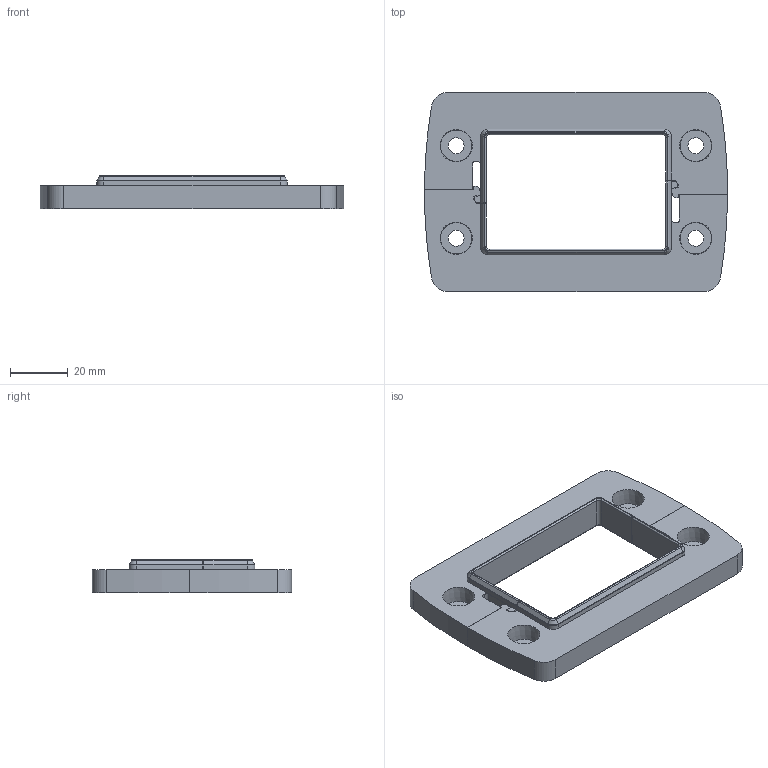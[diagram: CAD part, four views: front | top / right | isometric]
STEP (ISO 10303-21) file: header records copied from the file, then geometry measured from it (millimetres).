
FILE_DESCRIPTION(/* description */ (''),/* implementation_level */ '2;1');
FILE_NAME(/* name */ '28501_4_KDS-IVR_6-10.stp',/* time_stamp */ '2022-11-29T12:36:30+01:00',/* author */ (''),/* organization */ (''),/* preprocessor_version */ 'ST-DEVELOPER v16.7',/* originating_system */ 'SIEMENS PLM Software NX 12.0',/* authorisation */ '');
FILE_SCHEMA (('AUTOMOTIVE_DESIGN { 1 0 10303 214 3 1 1 1 }'));
Length unit declared in the file: millimetre
Products named in the file (1): 28501_4_KDS-IVR_6-10
Bounding box: 105 x 69 x 11.5 mm (x, y, z)
Volume: 35668.2 mm3; surface area: 17197.3 mm2
Topology: 2 solids, 2 shells, 234 faces, 594 edges, 372 vertices
Faces by surface type: cylinder 106, plane 92, bspline 28, cone 4, extrusion 4
Full cylindrical faces by diameter (mm): 5.5 x4
Entity records: 8319 total; most frequent: CARTESIAN_POINT 2827, ORIENTED_EDGE 1164, DIRECTION 1084, EDGE_CURVE 582, AXIS2_PLACEMENT_3D 379, VERTEX_POINT 368, VECTOR 326, LINE 322
